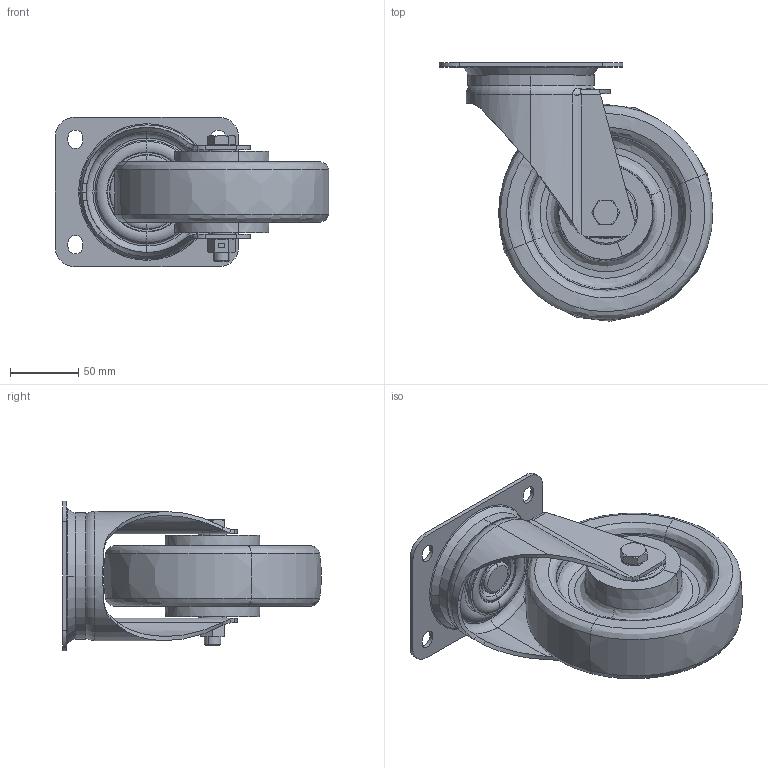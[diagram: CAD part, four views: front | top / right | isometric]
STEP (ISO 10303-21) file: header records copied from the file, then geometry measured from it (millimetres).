
FILE_DESCRIPTION (( 'STEP AP214' ), '1' );
FILE_NAME ('0055681.step', '2023-11-14T12:30:16', ( '' ), ( '' ), 'SwSTEP 2.0', 'SolidWorks 2020', '' );
FILE_SCHEMA (( 'AUTOMOTIVE_DESIGN' ));
Length unit declared in the file: millimetre
Products named in the file (1): 0055681
Bounding box: 201.27 x 189.8 x 110 mm (x, y, z)
Volume: 845681.2 mm3; surface area: 278940.1 mm2
Topology: 28 solids, 28 shells, 645 faces, 1486 edges, 894 vertices
Faces by surface type: plane 165, cylinder 140, bspline 114, torus 104, cone 98, sphere 24
Entity records: 31041 total; most frequent: CARTESIAN_POINT 9818, DIRECTION 2908, ORIENTED_EDGE 2876, EDGE_CURVE 1438, AXIS2_PLACEMENT_3D 1239, VERTEX_POINT 870, EDGE_LOOP 714, CIRCLE 707
